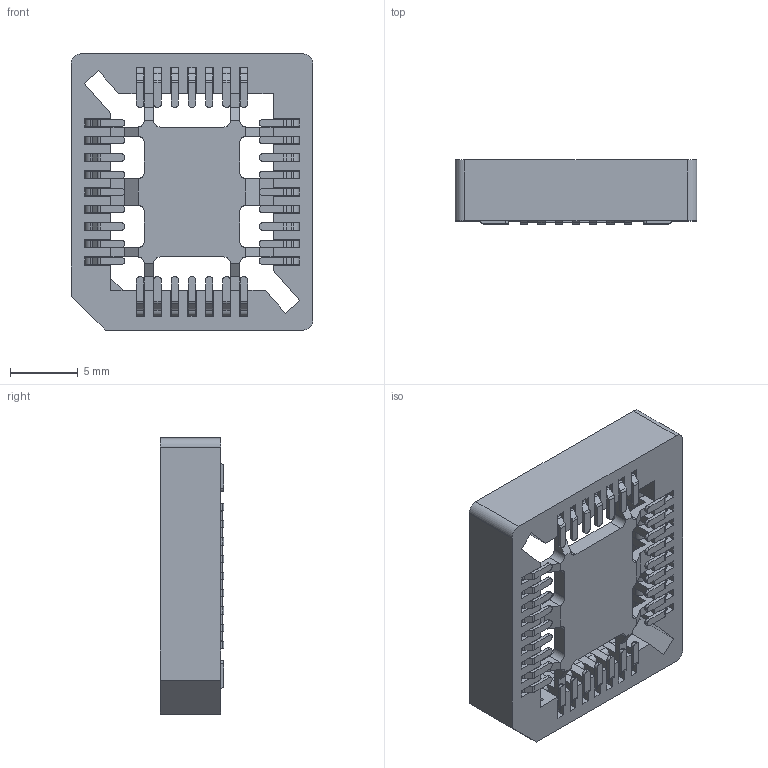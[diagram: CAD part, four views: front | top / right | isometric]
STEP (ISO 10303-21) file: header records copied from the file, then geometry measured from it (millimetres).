
FILE_DESCRIPTION (( 'STEP AP214' ), '1' );
FILE_NAME ('69802-132LF.STEP', '2022-06-02T03:38:10', ( '' ), ( '' ), 'SwSTEP 2.0', 'SolidWorks 2017', '' );
FILE_SCHEMA (( 'AUTOMOTIVE_DESIGN' ));
Length unit declared in the file: millimetre
Products named in the file (1): 69802-132LF
Bounding box: 17.78 x 4.7 x 20.32 mm (x, y, z)
Volume: 777.5 mm3; surface area: 2282 mm2
Topology: 35 solids, 35 shells, 1186 faces, 3400 edges, 2264 vertices
Faces by surface type: plane 783, cylinder 403
Entity records: 39114 total; most frequent: CARTESIAN_POINT 6911, ORIENTED_EDGE 6800, DIRECTION 6560, EDGE_CURVE 3400, LINE 2574, VECTOR 2574, VERTEX_POINT 2264, AXIS2_PLACEMENT_3D 1993
